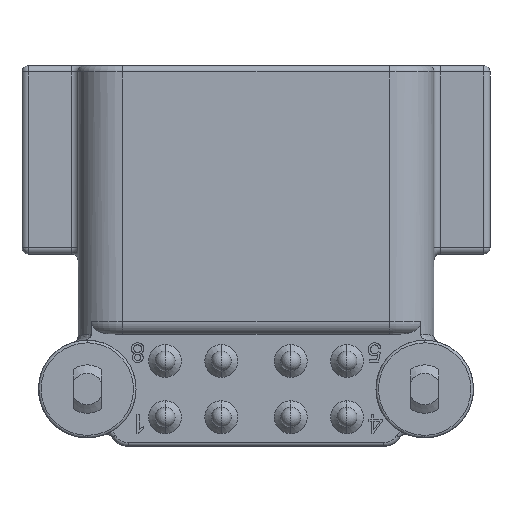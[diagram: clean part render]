
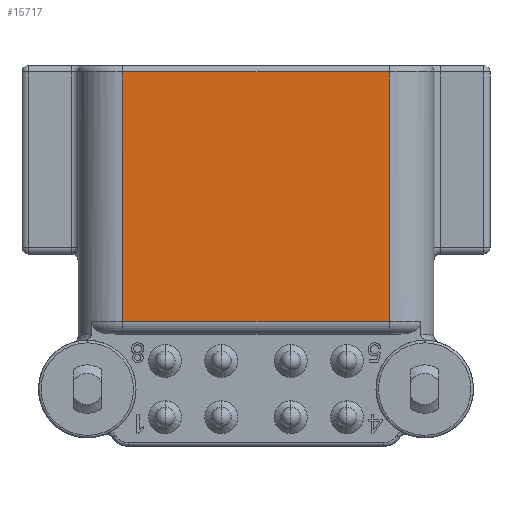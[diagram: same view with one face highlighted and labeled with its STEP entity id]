
A CAD part, front view. The second image highlights one B-rep face of the part: STEP entity #15717.
In plain terms, the highlighted planar face has unit normal (0, -1, 0).
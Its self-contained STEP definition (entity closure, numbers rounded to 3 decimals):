
#2107=DIRECTION('',(0.,0.,1.));
#2108=VECTOR('',#2107,19.6);
#2109=CARTESIAN_POINT('',(10.475,-11.66,-0.5));
#2110=LINE('',#2109,#2108);
#2578=DIRECTION('',(-1.,0.,0.));
#2579=VECTOR('',#2578,20.95);
#2580=CARTESIAN_POINT('',(10.475,-11.66,19.1));
#2581=LINE('',#2580,#2579);
#2586=DIRECTION('',(1.,0.,0.));
#2587=VECTOR('',#2586,20.95);
#2588=CARTESIAN_POINT('',(-10.475,-11.66,-0.5));
#2589=LINE('',#2588,#2587);
#2648=DIRECTION('',(0.,0.,-1.));
#2649=VECTOR('',#2648,19.6);
#2650=CARTESIAN_POINT('',(-10.475,-11.66,19.1));
#2651=LINE('',#2650,#2649);
#11330=CARTESIAN_POINT('',(10.475,-11.66,19.1));
#11332=VERTEX_POINT('',#11330);
#11333=CARTESIAN_POINT('',(10.475,-11.66,-0.5));
#11334=VERTEX_POINT('',#11333);
#11489=CARTESIAN_POINT('',(-10.475,-11.66,19.1));
#11490=VERTEX_POINT('',#11489);
#11491=CARTESIAN_POINT('',(-10.475,-11.66,-0.5));
#11492=VERTEX_POINT('',#11491);
#15704=CARTESIAN_POINT('',(-10.475,-11.66,-1.5));
#15705=DIRECTION('',(0.,-1.,0.));
#15706=DIRECTION('',(0.,0.,-1.));
#15707=AXIS2_PLACEMENT_3D('',#15704,#15705,#15706);
#15708=PLANE('',#15707);
#15709=ORIENTED_EDGE('',*,*,#15698,.F.);
#15710=ORIENTED_EDGE('',*,*,#15161,.F.);
#15712=ORIENTED_EDGE('',*,*,#15711,.F.);
#15714=ORIENTED_EDGE('',*,*,#15713,.F.);
#15715=EDGE_LOOP('',(#15709,#15710,#15712,#15714));
#15716=FACE_OUTER_BOUND('',#15715,.F.);
#15717=ADVANCED_FACE('',(#15716),#15708,.T.);
#15161=EDGE_CURVE('',#11334,#11332,#2110,.T.);
#15698=EDGE_CURVE('',#11332,#11490,#2581,.T.);
#15711=EDGE_CURVE('',#11492,#11334,#2589,.T.);
#15713=EDGE_CURVE('',#11490,#11492,#2651,.T.);
